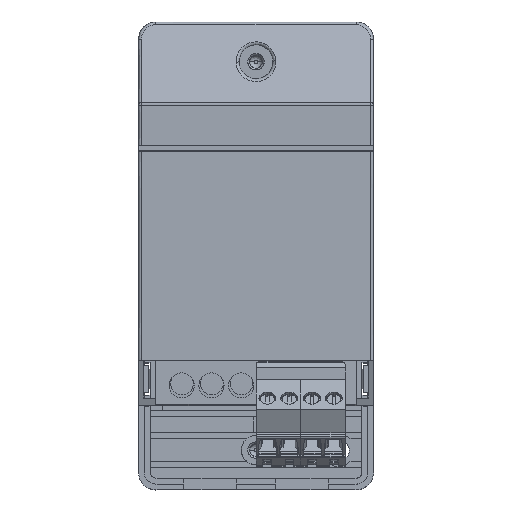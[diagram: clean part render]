
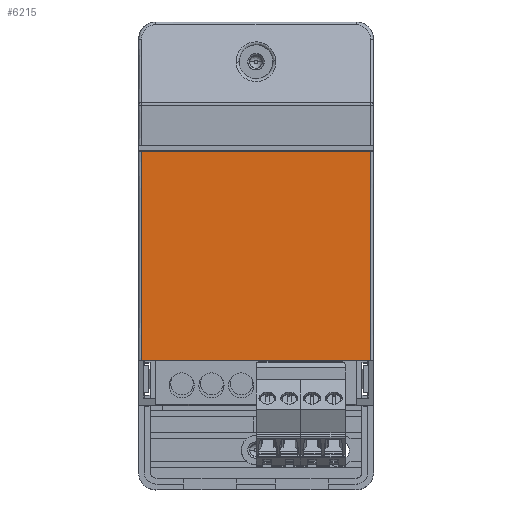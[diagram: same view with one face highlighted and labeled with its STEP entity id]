
A CAD part, top view. The second image highlights one B-rep face of the part: STEP entity #6215.
In plain terms, the highlighted planar face has unit normal (0, 0, 1).
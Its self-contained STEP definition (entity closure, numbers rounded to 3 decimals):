
#6215=ADVANCED_FACE('',(#7617),#33254,.T.);
#7617=FACE_OUTER_BOUND('',#9077,.T.);
#9077=EDGE_LOOP('',(#14926,#14927,#14928,#14929));
#14926=ORIENTED_EDGE('',*,*,#21368,.T.);
#14927=ORIENTED_EDGE('',*,*,#21279,.F.);
#14928=ORIENTED_EDGE('',*,*,#21369,.T.);
#14929=ORIENTED_EDGE('',*,*,#21240,.F.);
#21240=EDGE_CURVE('',#31341,#31338,#26798,.T.);
#21279=EDGE_CURVE('',#31370,#31367,#26837,.T.);
#21368=EDGE_CURVE('',#31341,#31367,#26926,.T.);
#21369=EDGE_CURVE('',#31370,#31338,#26927,.T.);
#26798=B_SPLINE_CURVE_WITH_KNOTS('',1,(#56446,#56447),.UNSPECIFIED.,.F.,
 .F.,(2,2),(-35.789,0.),.UNSPECIFIED.);
#26837=B_SPLINE_CURVE_WITH_KNOTS('',1,(#56528,#56529),.UNSPECIFIED.,.F.,
 .F.,(2,2),(-35.789,0.),.UNSPECIFIED.);
#26926=B_SPLINE_CURVE_WITH_KNOTS('',1,(#56706,#56707),.UNSPECIFIED.,.F.,
 .F.,(2,2),(0.,39.2),.UNSPECIFIED.);
#26927=B_SPLINE_CURVE_WITH_KNOTS('',1,(#56708,#56709),.UNSPECIFIED.,.F.,
 .F.,(2,2),(0.,39.2),.UNSPECIFIED.);
#31338=VERTEX_POINT('',#56090);
#31341=VERTEX_POINT('',#56093);
#31367=VERTEX_POINT('',#56119);
#31370=VERTEX_POINT('',#56122);
#33254=PLANE('',#34425);
#34425=AXIS2_PLACEMENT_3D('',#55980,#35661,$);
#35661=DIRECTION('',(0.,0.,1.));
#55980=CARTESIAN_POINT('',(-23.629,-21.6,22.201));
#56090=CARTESIAN_POINT('',(19.611,-17.901,22.201));
#56093=CARTESIAN_POINT('',(19.611,17.888,22.201));
#56119=CARTESIAN_POINT('',(-19.589,17.888,22.201));
#56122=CARTESIAN_POINT('',(-19.589,-17.901,22.201));
#56446=CARTESIAN_POINT('',(19.611,17.888,22.201));
#56447=CARTESIAN_POINT('',(19.611,-17.901,22.201));
#56528=CARTESIAN_POINT('',(-19.589,-17.901,22.201));
#56529=CARTESIAN_POINT('',(-19.589,17.888,22.201));
#56706=CARTESIAN_POINT('',(19.611,17.888,22.201));
#56707=CARTESIAN_POINT('',(-19.589,17.888,22.201));
#56708=CARTESIAN_POINT('',(-19.589,-17.901,22.201));
#56709=CARTESIAN_POINT('',(19.611,-17.901,22.201));
